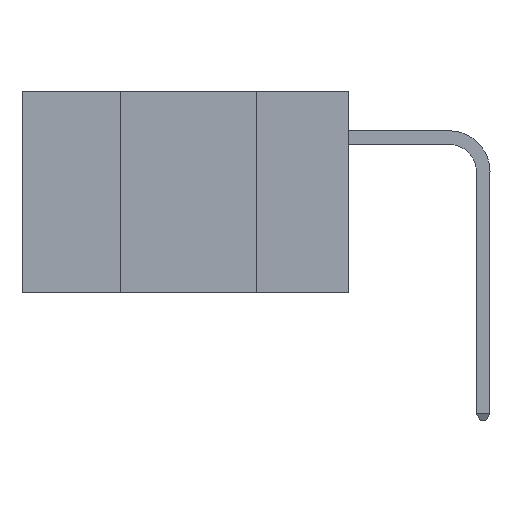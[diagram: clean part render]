
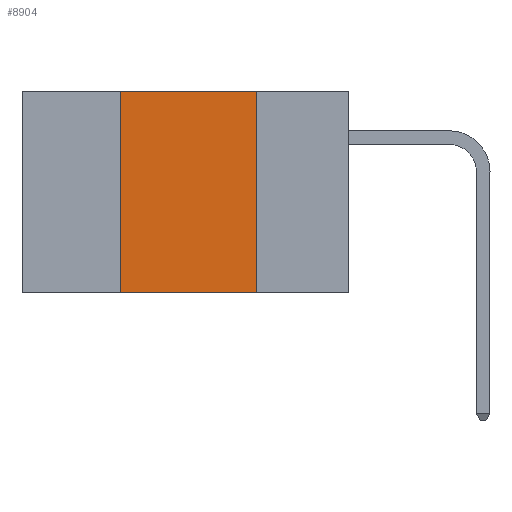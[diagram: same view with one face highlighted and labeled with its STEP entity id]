
A CAD part, left-side view. The second image highlights one B-rep face of the part: STEP entity #8904.
In plain terms, the highlighted planar face has unit normal (-1, 0, 0).
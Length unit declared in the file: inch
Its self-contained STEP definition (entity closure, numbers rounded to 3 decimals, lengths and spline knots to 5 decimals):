
#4722 = ORIENTED_EDGE ( 'NONE', *, *, #9206, .F. ) ;
#6135 = ORIENTED_EDGE ( 'NONE', *, *, #17452, .F. ) ;
#6408 = CARTESIAN_POINT ( 'NONE',  ( 0., 0.17, 0. ) ) ;
#6747 = DIRECTION ( 'NONE',  ( 0., 0., -1. ) ) ;
#7013 = VERTEX_POINT ( 'NONE', #20490 ) ;
#8208 = VERTEX_POINT ( 'NONE', #6408 ) ;
#8904 = ADVANCED_FACE ( 'NONE', ( #14460 ), #18358, .F. ) ;
#9004 = EDGE_LOOP ( 'NONE', ( #4722, #6135, #15760, #13089 ) ) ;
#9206 = EDGE_CURVE ( 'NONE', #8208, #28293, #32511, .T. ) ;
#11104 = VECTOR ( 'NONE', #31491, 39.37008 ) ;
#11529 = DIRECTION ( 'NONE',  ( 0., 0., 1. ) ) ;
#12048 = CARTESIAN_POINT ( 'NONE',  ( 0., 0.6, -0.37 ) ) ;
#12933 = VECTOR ( 'NONE', #14967, 39.37008 ) ;
#13089 = ORIENTED_EDGE ( 'NONE', *, *, #17006, .T. ) ;
#14460 = FACE_OUTER_BOUND ( 'NONE', #9004, .T. ) ;
#14967 = DIRECTION ( 'NONE',  ( 0., -1., 0. ) ) ;
#15760 = ORIENTED_EDGE ( 'NONE', *, *, #24777, .F. ) ;
#16279 = VECTOR ( 'NONE', #22897, 39.37008 ) ;
#17006 = EDGE_CURVE ( 'NONE', #20197, #28293, #35881, .T. ) ;
#17452 = EDGE_CURVE ( 'NONE', #7013, #8208, #34097, .T. ) ;
#18358 = PLANE ( 'NONE',  #26810 ) ;
#19955 = CARTESIAN_POINT ( 'NONE',  ( 0., 0.17, 0. ) ) ;
#20197 = VERTEX_POINT ( 'NONE', #22460 ) ;
#20490 = CARTESIAN_POINT ( 'NONE',  ( 0., 0.42, 0. ) ) ;
#22460 = CARTESIAN_POINT ( 'NONE',  ( 0., 0.42, -0.37 ) ) ;
#22897 = DIRECTION ( 'NONE',  ( 0., 0., -1. ) ) ;
#24196 = DIRECTION ( 'NONE',  ( 1., 0., 0. ) ) ;
#24777 = EDGE_CURVE ( 'NONE', #20197, #7013, #26398, .T. ) ;
#24927 = CARTESIAN_POINT ( 'NONE',  ( 0., 0.17, -0.37 ) ) ;
#26398 = LINE ( 'NONE', #29009, #33967 ) ;
#26810 = AXIS2_PLACEMENT_3D ( 'NONE', #35427, #24196, #6747 ) ;
#28293 = VERTEX_POINT ( 'NONE', #24927 ) ;
#28635 = CARTESIAN_POINT ( 'NONE',  ( 0., 0.6, 0. ) ) ;
#29009 = CARTESIAN_POINT ( 'NONE',  ( 0., 0.42, 0. ) ) ;
#31491 = DIRECTION ( 'NONE',  ( 0., -1., 0. ) ) ;
#32511 = LINE ( 'NONE', #19955, #16279 ) ;
#33967 = VECTOR ( 'NONE', #11529, 39.37008 ) ;
#34097 = LINE ( 'NONE', #28635, #11104 ) ;
#35427 = CARTESIAN_POINT ( 'NONE',  ( 0., 0.6, 0. ) ) ;
#35881 = LINE ( 'NONE', #12048, #12933 ) ;
